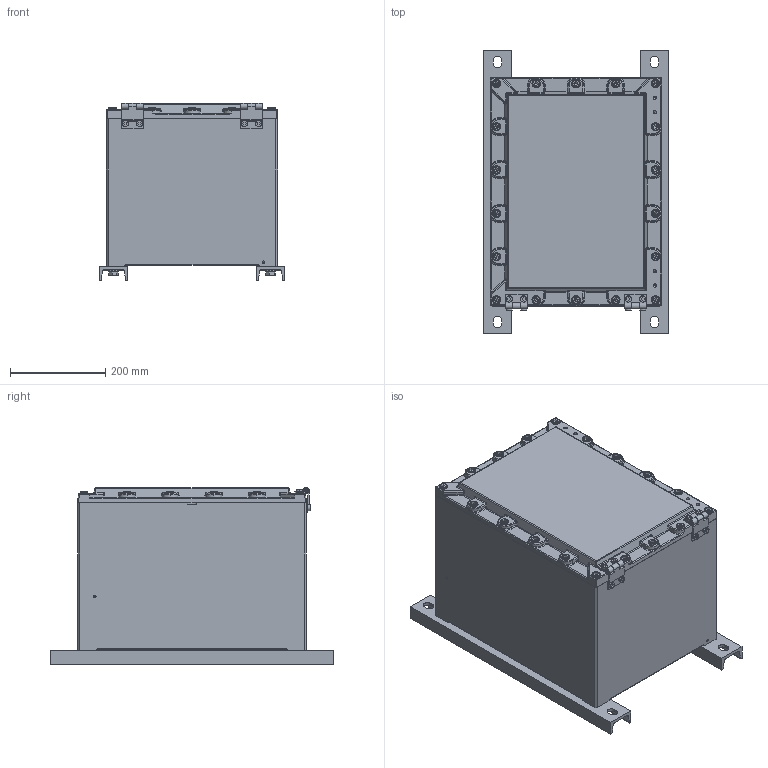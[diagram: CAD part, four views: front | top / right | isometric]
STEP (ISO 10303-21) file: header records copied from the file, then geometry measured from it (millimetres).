
FILE_DESCRIPTION (( 'STEP AP203' ), '1' );
FILE_NAME ('8264-_323-3_10-ap203.STEP', '2013-03-02T10:49:38', ( 'Admin' ), ( 'R. STAHL AG' ), 'SwSTEP 2.0', 'SolidWorks 2012', '' );
FILE_SCHEMA (( 'CONFIG_CONTROL_DESIGN' ));
Length unit declared in the file: millimetre
Products named in the file (16): 8264-_323-3_10-ap203; U60x30x596_U60x30x596; 82_640_01_26_0; 82_640_01_26_0_Teil_3; 82_640_01_26_0_Teil_2; 82_640_01_26_0_Teil_1; 500_635_0_Vereinfacht; 506_761_0; 506_712_0; 500_663_0_M 8 x 16; 502_606_0_Vereinfacht M10 x 30; 502_077_0; 506_228_0; 82_649_02_55_0_NEC; 82_649_04_05_6_8264944053; 82_649_14_04_6_8264944043
Assembly tree (56 placements, depth 3):
  8264-_323-3_10-ap203
    82_649_14_04_6_8264944043
    82_649_04_05_6_8264944053
    82_649_02_55_0_NEC
    506_228_0  x4
    502_077_0  x4
    502_606_0_Vereinfacht M10 x 30  x18
    500_663_0_M 8 x 16  x8
    506_712_0  x4
    506_761_0  x4
    500_635_0_Vereinfacht  x4
    82_640_01_26_0  x2
      82_640_01_26_0_Teil_1
      82_640_01_26_0_Teil_2
      82_640_01_26_0_Teil_3
    U60x30x596_U60x30x596  x2
Bounding box: 390 x 596 x 372.5 mm (x, y, z)
Volume: 16993086.5 mm3; surface area: 2466745.8 mm2
Topology: 57 solids, 57 shells, 3588 faces, 8315 edges, 4782 vertices
Faces by surface type: cylinder 1303, plane 977, bspline 604, torus 348, cone 252, sphere 104
Entity records: 99826 total; most frequent: CARTESIAN_POINT 41760, ORIENTED_EDGE 12112, DIRECTION 11102, EDGE_CURVE 6056, AXIS2_PLACEMENT_3D 4369, VERTEX_POINT 3535, EDGE_LOOP 2807, FACE_OUTER_BOUND 2647
